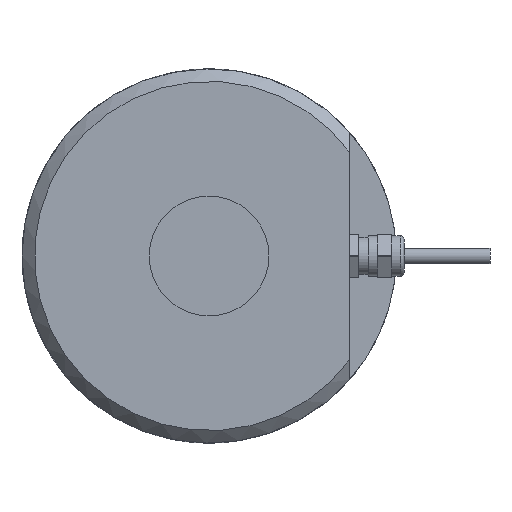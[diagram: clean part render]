
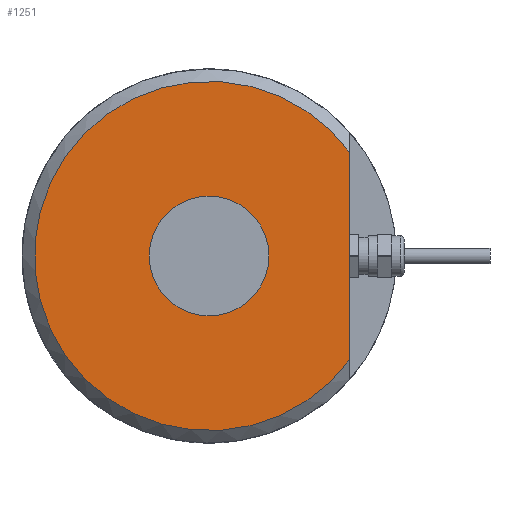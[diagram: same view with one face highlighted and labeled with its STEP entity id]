
A CAD part, left-side view. The second image highlights one B-rep face of the part: STEP entity #1251.
In plain terms, the highlighted planar face has unit normal (-1, 0, 0).
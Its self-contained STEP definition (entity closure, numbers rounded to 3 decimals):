
#18=PLANE('',#1421);
#54=FACE_BOUND('',#350,.T.);
#116=LINE('',#2477,#183);
#183=VECTOR('',#1767,1000.);
#270=FACE_OUTER_BOUND('',#349,.T.);
#349=EDGE_LOOP('',(#1077,#1078));
#350=EDGE_LOOP('',(#1079,#1080));
#435=CIRCLE('',#1364,19.2);
#436=CIRCLE('',#1365,19.2);
#439=CIRCLE('',#1369,56.);
#582=VERTEX_POINT('',#2316);
#583=VERTEX_POINT('',#2317);
#586=VERTEX_POINT('',#2326);
#587=VERTEX_POINT('',#2327);
#728=EDGE_CURVE('',#582,#583,#435,.T.);
#729=EDGE_CURVE('',#583,#582,#436,.T.);
#733=EDGE_CURVE('',#586,#587,#439,.T.);
#808=EDGE_CURVE('',#587,#586,#116,.T.);
#1077=ORIENTED_EDGE('',*,*,#808,.F.);
#1078=ORIENTED_EDGE('',*,*,#733,.F.);
#1079=ORIENTED_EDGE('',*,*,#728,.T.);
#1080=ORIENTED_EDGE('',*,*,#729,.T.);
#1251=ADVANCED_FACE('',(#270,#54),#18,.T.);
#1364=AXIS2_PLACEMENT_3D('',#2318,#1608,#1609);
#1365=AXIS2_PLACEMENT_3D('',#2319,#1610,#1611);
#1369=AXIS2_PLACEMENT_3D('',#2328,#1619,#1620);
#1421=AXIS2_PLACEMENT_3D('',#2476,#1765,#1766);
#1608=DIRECTION('center_axis',(1.,0.,0.));
#1609=DIRECTION('ref_axis',(0.,1.,0.));
#1610=DIRECTION('center_axis',(1.,0.,0.));
#1611=DIRECTION('ref_axis',(0.,1.,0.));
#1619=DIRECTION('center_axis',(1.,0.,0.));
#1620=DIRECTION('ref_axis',(0.,1.,0.));
#1765=DIRECTION('center_axis',(-1.,0.,0.));
#1766=DIRECTION('ref_axis',(0.,-1.,0.));
#1767=DIRECTION('',(0.,0.,-1.));
#2316=CARTESIAN_POINT('',(0.,19.2,0.));
#2317=CARTESIAN_POINT('',(0.,-19.2,0.));
#2318=CARTESIAN_POINT('Origin',(0.,0.,0.));
#2319=CARTESIAN_POINT('Origin',(0.,0.,0.));
#2326=CARTESIAN_POINT('',(0.,-45.,-33.332));
#2327=CARTESIAN_POINT('',(0.,-45.,33.332));
#2328=CARTESIAN_POINT('Origin',(0.,0.,0.));
#2476=CARTESIAN_POINT('Origin',(0.,19.2,0.));
#2477=CARTESIAN_POINT('',(0.,-45.,-63.885));
